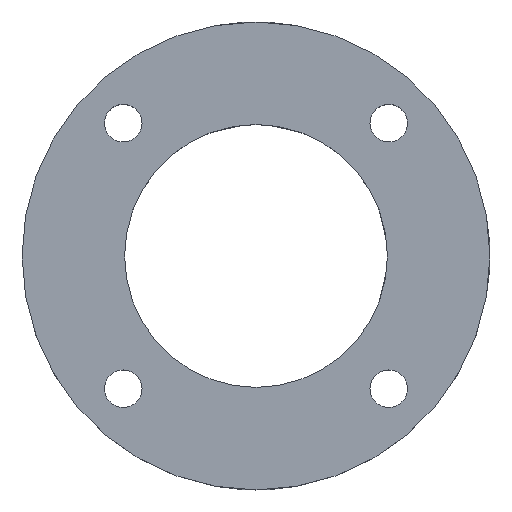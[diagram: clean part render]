
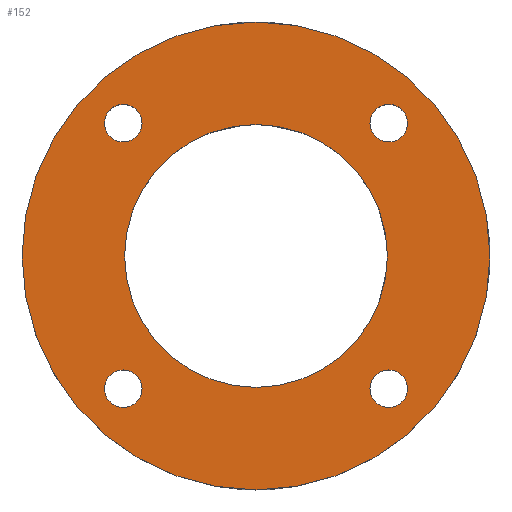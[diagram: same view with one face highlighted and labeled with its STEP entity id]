
A CAD part, top view. The second image highlights one B-rep face of the part: STEP entity #152.
In plain terms, the highlighted planar face has unit normal (0, 0, 1).
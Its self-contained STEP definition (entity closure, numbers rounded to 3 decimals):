
#4 = CARTESIAN_POINT ( 'NONE',  ( -22.981, -22.981, 5. ) ) ;
#8 = DIRECTION ( 'NONE',  ( 0., 0., 1. ) ) ;
#13 = AXIS2_PLACEMENT_3D ( 'NONE', #602, #126, #46 ) ;
#34 = ORIENTED_EDGE ( 'NONE', *, *, #797, .F. ) ;
#37 = EDGE_LOOP ( 'NONE', ( #1020, #676 ) ) ;
#46 = DIRECTION ( 'NONE',  ( 0., -1., 0. ) ) ;
#56 = AXIS2_PLACEMENT_3D ( 'NONE', #4, #821, #1011 ) ;
#60 = DIRECTION ( 'NONE',  ( 0., 0., 1. ) ) ;
#77 = VERTEX_POINT ( 'NONE', #474 ) ;
#78 = VERTEX_POINT ( 'NONE', #273 ) ;
#79 = CIRCLE ( 'NONE', #203, 40.5 ) ;
#101 = DIRECTION ( 'NONE',  ( 1., 0., 0. ) ) ;
#114 = EDGE_CURVE ( 'NONE', #332, #347, #568, .T. ) ;
#119 = EDGE_LOOP ( 'NONE', ( #983, #1066 ) ) ;
#126 = DIRECTION ( 'NONE',  ( 0., 0., 1. ) ) ;
#149 = CARTESIAN_POINT ( 'NONE',  ( 22.981, -22.981, 5. ) ) ;
#152 = ADVANCED_FACE ( 'NONE', ( #605, #927, #899, #759, #768, #462 ), #995, .T. ) ;
#176 = AXIS2_PLACEMENT_3D ( 'NONE', #603, #610, #219 ) ;
#181 = CARTESIAN_POINT ( 'NONE',  ( -22.981, 22.981, 5. ) ) ;
#197 = CIRCLE ( 'NONE', #227, 22.75 ) ;
#198 = CARTESIAN_POINT ( 'NONE',  ( 0., 0., 5. ) ) ;
#203 = AXIS2_PLACEMENT_3D ( 'NONE', #458, #541, #859 ) ;
#207 = EDGE_CURVE ( 'NONE', #78, #257, #835, .T. ) ;
#218 = DIRECTION ( 'NONE',  ( -1., 0., 0. ) ) ;
#219 = DIRECTION ( 'NONE',  ( 0., 1., 0. ) ) ;
#227 = AXIS2_PLACEMENT_3D ( 'NONE', #624, #471, #782 ) ;
#244 = DIRECTION ( 'NONE',  ( 0., 0., 1. ) ) ;
#257 = VERTEX_POINT ( 'NONE', #1005 ) ;
#266 = DIRECTION ( 'NONE',  ( 0., 0., 1. ) ) ;
#273 = CARTESIAN_POINT ( 'NONE',  ( -26.231, -22.981, 5. ) ) ;
#276 = CIRCLE ( 'NONE', #176, 3.25 ) ;
#277 = DIRECTION ( 'NONE',  ( -1., 0., 0. ) ) ;
#278 = EDGE_LOOP ( 'NONE', ( #717, #855 ) ) ;
#282 = EDGE_CURVE ( 'NONE', #724, #619, #645, .T. ) ;
#284 = ORIENTED_EDGE ( 'NONE', *, *, #757, .F. ) ;
#289 = CARTESIAN_POINT ( 'NONE',  ( 22.75, 0., 5. ) ) ;
#315 = EDGE_CURVE ( 'NONE', #718, #1024, #527, .T. ) ;
#332 = VERTEX_POINT ( 'NONE', #565 ) ;
#347 = VERTEX_POINT ( 'NONE', #829 ) ;
#385 = ORIENTED_EDGE ( 'NONE', *, *, #315, .F. ) ;
#386 = CARTESIAN_POINT ( 'NONE',  ( -40.5, 0., 5. ) ) ;
#407 = DIRECTION ( 'NONE',  ( 1., 0., 0. ) ) ;
#417 = CARTESIAN_POINT ( 'NONE',  ( 26.231, -22.981, 5. ) ) ;
#452 = DIRECTION ( 'NONE',  ( 0., 0., 1. ) ) ;
#458 = CARTESIAN_POINT ( 'NONE',  ( 0., 0., 5. ) ) ;
#462 = FACE_BOUND ( 'NONE', #278, .T. ) ;
#467 = CARTESIAN_POINT ( 'NONE',  ( -19.731, 22.981, 5. ) ) ;
#471 = DIRECTION ( 'NONE',  ( 0., 0., 1. ) ) ;
#474 = CARTESIAN_POINT ( 'NONE',  ( 40.5, 0., 5. ) ) ;
#477 = AXIS2_PLACEMENT_3D ( 'NONE', #949, #60, #613 ) ;
#489 = VERTEX_POINT ( 'NONE', #289 ) ;
#493 = EDGE_CURVE ( 'NONE', #257, #78, #276, .T. ) ;
#498 = CIRCLE ( 'NONE', #477, 3.25 ) ;
#508 = AXIS2_PLACEMENT_3D ( 'NONE', #951, #851, #700 ) ;
#521 = DIRECTION ( 'NONE',  ( 0., 0., 1. ) ) ;
#527 = CIRCLE ( 'NONE', #593, 3.25 ) ;
#528 = CARTESIAN_POINT ( 'NONE',  ( 19.731, -22.981, 5. ) ) ;
#538 = EDGE_CURVE ( 'NONE', #836, #489, #197, .T. ) ;
#541 = DIRECTION ( 'NONE',  ( 0., 0., 1. ) ) ;
#551 = CIRCLE ( 'NONE', #508, 3.25 ) ;
#565 = CARTESIAN_POINT ( 'NONE',  ( 19.731, 22.981, 5. ) ) ;
#567 = CARTESIAN_POINT ( 'NONE',  ( 0., 0., 5. ) ) ;
#568 = CIRCLE ( 'NONE', #13, 3.25 ) ;
#571 = AXIS2_PLACEMENT_3D ( 'NONE', #798, #244, #407 ) ;
#575 = CIRCLE ( 'NONE', #788, 3.25 ) ;
#593 = AXIS2_PLACEMENT_3D ( 'NONE', #1003, #8, #277 ) ;
#599 = EDGE_LOOP ( 'NONE', ( #34, #385 ) ) ;
#602 = CARTESIAN_POINT ( 'NONE',  ( 22.981, 22.981, 5. ) ) ;
#603 = CARTESIAN_POINT ( 'NONE',  ( -22.981, -22.981, 5. ) ) ;
#605 = FACE_BOUND ( 'NONE', #948, .T. ) ;
#610 = DIRECTION ( 'NONE',  ( 0., 0., 1. ) ) ;
#613 = DIRECTION ( 'NONE',  ( 0., -1., 0. ) ) ;
#619 = VERTEX_POINT ( 'NONE', #890 ) ;
#624 = CARTESIAN_POINT ( 'NONE',  ( 0., 0., 5. ) ) ;
#645 = CIRCLE ( 'NONE', #1078, 3.25 ) ;
#653 = AXIS2_PLACEMENT_3D ( 'NONE', #567, #712, #1081 ) ;
#676 = ORIENTED_EDGE ( 'NONE', *, *, #740, .T. ) ;
#700 = DIRECTION ( 'NONE',  ( 1., 0., 0. ) ) ;
#702 = EDGE_CURVE ( 'NONE', #489, #836, #852, .T. ) ;
#712 = DIRECTION ( 'NONE',  ( 0., 0., 1. ) ) ;
#717 = ORIENTED_EDGE ( 'NONE', *, *, #538, .F. ) ;
#718 = VERTEX_POINT ( 'NONE', #528 ) ;
#724 = VERTEX_POINT ( 'NONE', #467 ) ;
#740 = EDGE_CURVE ( 'NONE', #77, #743, #79, .T. ) ;
#743 = VERTEX_POINT ( 'NONE', #386 ) ;
#752 = DIRECTION ( 'NONE',  ( 1., 0., 0. ) ) ;
#757 = EDGE_CURVE ( 'NONE', #347, #332, #498, .T. ) ;
#759 = FACE_BOUND ( 'NONE', #119, .T. ) ;
#768 = FACE_OUTER_BOUND ( 'NONE', #37, .T. ) ;
#782 = DIRECTION ( 'NONE',  ( 1., 0., 0. ) ) ;
#788 = AXIS2_PLACEMENT_3D ( 'NONE', #149, #452, #218 ) ;
#797 = EDGE_CURVE ( 'NONE', #1024, #718, #575, .T. ) ;
#798 = CARTESIAN_POINT ( 'NONE',  ( 0., 0., 5. ) ) ;
#821 = DIRECTION ( 'NONE',  ( 0., 0., 1. ) ) ;
#829 = CARTESIAN_POINT ( 'NONE',  ( 26.231, 22.981, 5. ) ) ;
#835 = CIRCLE ( 'NONE', #56, 3.25 ) ;
#836 = VERTEX_POINT ( 'NONE', #1040 ) ;
#851 = DIRECTION ( 'NONE',  ( 0., 0., 1. ) ) ;
#852 = CIRCLE ( 'NONE', #1060, 22.75 ) ;
#855 = ORIENTED_EDGE ( 'NONE', *, *, #702, .F. ) ;
#856 = ORIENTED_EDGE ( 'NONE', *, *, #114, .F. ) ;
#859 = DIRECTION ( 'NONE',  ( 1., 0., 0. ) ) ;
#864 = EDGE_CURVE ( 'NONE', #743, #77, #956, .T. ) ;
#890 = CARTESIAN_POINT ( 'NONE',  ( -26.231, 22.981, 5. ) ) ;
#899 = FACE_BOUND ( 'NONE', #1045, .T. ) ;
#927 = FACE_BOUND ( 'NONE', #599, .T. ) ;
#948 = EDGE_LOOP ( 'NONE', ( #284, #856 ) ) ;
#949 = CARTESIAN_POINT ( 'NONE',  ( 22.981, 22.981, 5. ) ) ;
#951 = CARTESIAN_POINT ( 'NONE',  ( -22.981, 22.981, 5. ) ) ;
#952 = ORIENTED_EDGE ( 'NONE', *, *, #207, .F. ) ;
#956 = CIRCLE ( 'NONE', #571, 40.5 ) ;
#983 = ORIENTED_EDGE ( 'NONE', *, *, #282, .F. ) ;
#995 = PLANE ( 'NONE',  #653 ) ;
#1003 = CARTESIAN_POINT ( 'NONE',  ( 22.981, -22.981, 5. ) ) ;
#1005 = CARTESIAN_POINT ( 'NONE',  ( -19.731, -22.981, 5. ) ) ;
#1011 = DIRECTION ( 'NONE',  ( 0., 1., 0. ) ) ;
#1020 = ORIENTED_EDGE ( 'NONE', *, *, #864, .T. ) ;
#1024 = VERTEX_POINT ( 'NONE', #417 ) ;
#1040 = CARTESIAN_POINT ( 'NONE',  ( -22.75, 0., 5. ) ) ;
#1041 = ORIENTED_EDGE ( 'NONE', *, *, #493, .F. ) ;
#1045 = EDGE_LOOP ( 'NONE', ( #1041, #952 ) ) ;
#1060 = AXIS2_PLACEMENT_3D ( 'NONE', #198, #521, #752 ) ;
#1066 = ORIENTED_EDGE ( 'NONE', *, *, #1075, .F. ) ;
#1075 = EDGE_CURVE ( 'NONE', #619, #724, #551, .T. ) ;
#1078 = AXIS2_PLACEMENT_3D ( 'NONE', #181, #266, #101 ) ;
#1081 = DIRECTION ( 'NONE',  ( 1., 0., 0. ) ) ;
